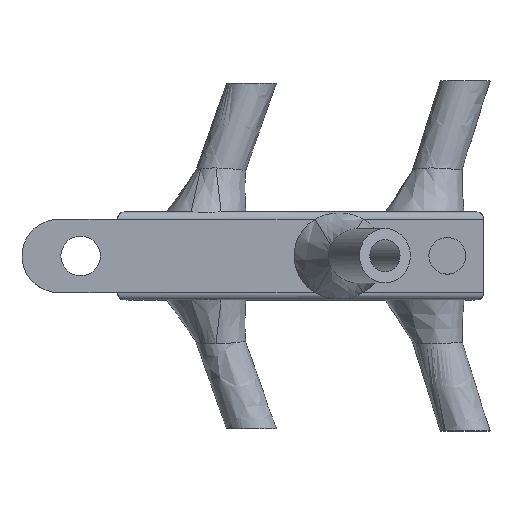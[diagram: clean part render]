
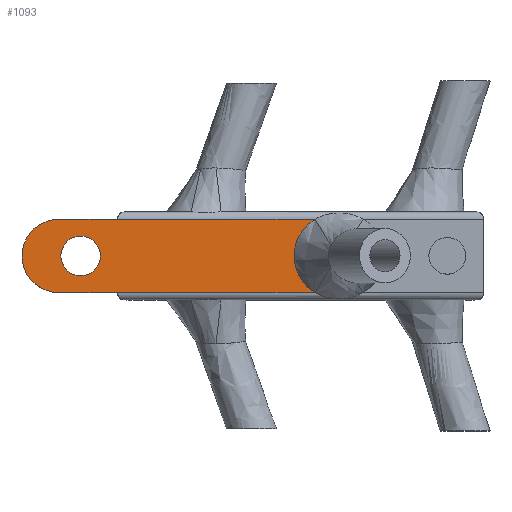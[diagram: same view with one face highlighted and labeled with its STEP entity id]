
A CAD part, top view. The second image highlights one B-rep face of the part: STEP entity #1093.
In plain terms, the highlighted planar face has unit normal (0, 0, 1).
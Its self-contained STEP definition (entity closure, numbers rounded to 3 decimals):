
#49=B_SPLINE_CURVE_WITH_KNOTS('',3,(#1539,#1540,#1541,#1542,#1543,#1544,
#1545),.UNSPECIFIED.,.F.,.F.,(4,1,1,1,4),(-1.,-0.429,
0.143,0.715,1.),.UNSPECIFIED.);
#119=FACE_BOUND('',#201,.T.);
#129=FACE_OUTER_BOUND('',#200,.T.);
#200=EDGE_LOOP('',(#744,#745,#746,#747,#748,#749));
#201=EDGE_LOOP('',(#750));
#287=LINE('',#1535,#360);
#288=LINE('',#1537,#361);
#289=LINE('',#1547,#362);
#290=LINE('',#1548,#363);
#360=VECTOR('',#1283,10.);
#361=VECTOR('',#1284,10.);
#362=VECTOR('',#1285,10.);
#363=VECTOR('',#1286,10.);
#423=CIRCLE('',#1178,5.);
#424=CIRCLE('',#1180,2.7);
#469=VERTEX_POINT('',#1528);
#470=VERTEX_POINT('',#1530);
#471=VERTEX_POINT('',#1534);
#472=VERTEX_POINT('',#1536);
#473=VERTEX_POINT('',#1538);
#474=VERTEX_POINT('',#1546);
#475=VERTEX_POINT('',#1549);
#573=EDGE_CURVE('',#469,#470,#423,.T.);
#575=EDGE_CURVE('',#471,#469,#287,.T.);
#576=EDGE_CURVE('',#472,#471,#288,.T.);
#577=EDGE_CURVE('',#473,#472,#49,.T.);
#578=EDGE_CURVE('',#474,#473,#289,.T.);
#579=EDGE_CURVE('',#474,#470,#290,.T.);
#580=EDGE_CURVE('',#475,#475,#424,.T.);
#744=ORIENTED_EDGE('',*,*,#573,.F.);
#745=ORIENTED_EDGE('',*,*,#575,.F.);
#746=ORIENTED_EDGE('',*,*,#576,.F.);
#747=ORIENTED_EDGE('',*,*,#577,.F.);
#748=ORIENTED_EDGE('',*,*,#578,.F.);
#749=ORIENTED_EDGE('',*,*,#579,.T.);
#750=ORIENTED_EDGE('',*,*,#580,.T.);
#1067=PLANE('',#1179);
#1093=ADVANCED_FACE('',(#129,#119),#1067,.T.);
#1178=AXIS2_PLACEMENT_3D('',#1531,#1278,#1279);
#1179=AXIS2_PLACEMENT_3D('',#1533,#1281,#1282);
#1180=AXIS2_PLACEMENT_3D('',#1550,#1287,#1288);
#1278=DIRECTION('center_axis',(0.,0.,-1.));
#1279=DIRECTION('ref_axis',(-0.707,0.707,0.));
#1281=DIRECTION('center_axis',(0.,0.,1.));
#1282=DIRECTION('ref_axis',(1.,0.,0.));
#1283=DIRECTION('',(-1.,0.,0.));
#1284=DIRECTION('',(-1.,0.,0.));
#1285=DIRECTION('',(1.,0.,0.));
#1286=DIRECTION('',(-1.,0.,0.));
#1287=DIRECTION('center_axis',(0.,0.,-1.));
#1288=DIRECTION('ref_axis',(0.,1.,0.));
#1528=CARTESIAN_POINT('',(1094.892,-5.,5.83));
#1530=CARTESIAN_POINT('',(1094.892,5.,5.83));
#1531=CARTESIAN_POINT('Origin',(1094.892,0.,5.83));
#1533=CARTESIAN_POINT('Origin',(1102.892,0.,5.83));
#1534=CARTESIAN_POINT('',(1102.892,-5.,5.83));
#1535=CARTESIAN_POINT('',(1102.892,-5.,5.83));
#1536=CARTESIAN_POINT('',(1129.88,-5.,5.83));
#1537=CARTESIAN_POINT('',(1115.392,-5.,5.83));
#1538=CARTESIAN_POINT('',(1129.88,5.,5.83));
#1539=CARTESIAN_POINT('Ctrl Pts',(1129.88,5.,5.83));
#1540=CARTESIAN_POINT('Ctrl Pts',(1128.897,4.41,5.83));
#1541=CARTESIAN_POINT('Ctrl Pts',(1127.257,2.664,5.83));
#1542=CARTESIAN_POINT('Ctrl Pts',(1126.698,-0.92,5.83));
#1543=CARTESIAN_POINT('Ctrl Pts',(1128.034,-3.619,5.83));
#1544=CARTESIAN_POINT('Ctrl Pts',(1129.388,-4.705,5.83));
#1545=CARTESIAN_POINT('Ctrl Pts',(1129.88,-5.,5.83));
#1546=CARTESIAN_POINT('',(1102.892,5.,5.83));
#1547=CARTESIAN_POINT('',(1115.392,5.,5.83));
#1548=CARTESIAN_POINT('',(1102.892,5.,5.83));
#1549=CARTESIAN_POINT('',(1097.892,-2.7,5.83));
#1550=CARTESIAN_POINT('Origin',(1097.892,0.,5.83));
